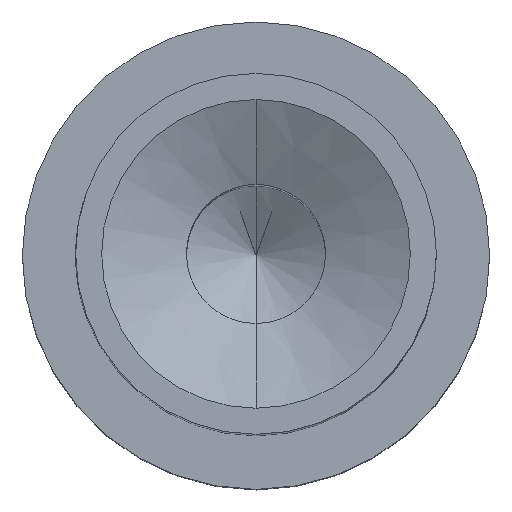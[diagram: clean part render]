
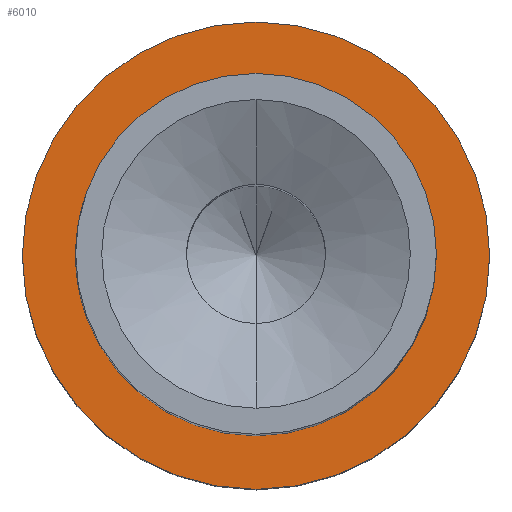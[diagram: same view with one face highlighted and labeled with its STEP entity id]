
A CAD part, top view. The second image highlights one B-rep face of the part: STEP entity #6010.
In plain terms, the highlighted face is planar.
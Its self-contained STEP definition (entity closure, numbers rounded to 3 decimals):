
#5460=CARTESIAN_POINT('',(-4.8,-0.725,
0.));
#5470=VERTEX_POINT('',#5460);
#5550=CARTESIAN_POINT('',(-4.8,0.725,
0.));
#5560=VERTEX_POINT('',#5550);
#5590=CARTESIAN_POINT('',(-4.8,0.,
0.));
#5600=DIRECTION('',(1.,0.,0.));
#5610=DIRECTION('',(0.,0.,-1.));
#5620=AXIS2_PLACEMENT_3D('',#5590,#5600,#5610);
#5630=CIRCLE('',#5620,0.725);
#5640=EDGE_CURVE('',#5470,#5560,#5630,.T.);
#5760=CARTESIAN_POINT('',(-4.8,0.,0.));
#5770=DIRECTION('',(1.,0.,0.));
#5780=DIRECTION('',(0.,-1.,0.));
#5790=AXIS2_PLACEMENT_3D('',#5760,#5770,#5780);
#5800=PLANE('',#5790);
#5810=CARTESIAN_POINT('',(-4.8,0.,
0.));
#5820=DIRECTION('',(1.,0.,0.));
#5830=DIRECTION('',(0.,-1.,0.));
#5840=AXIS2_PLACEMENT_3D('',#5810,#5820,#5830);
#5850=CIRCLE('',#5840,1.075);
#5860=CARTESIAN_POINT('',(-4.8,1.075,0.));
#5870=VERTEX_POINT('',#5860);
#5880=CARTESIAN_POINT('',(-4.8,-1.075,
0.));
#5890=VERTEX_POINT('',#5880);
#5900=EDGE_CURVE('',#5870,#5890,#5850,.T.);
#5910=ORIENTED_EDGE('',*,*,#5900,.T.);
#5920=EDGE_CURVE('',#5890,#5870,#5850,.T.);
#5930=ORIENTED_EDGE('',*,*,#5920,.T.);
#5940=EDGE_LOOP('',(#5930,#5910));
#5950=FACE_OUTER_BOUND('',#5940,.T.);
#5960=EDGE_CURVE('',#5560,#5470,#5630,.T.);
#5970=ORIENTED_EDGE('',*,*,#5960,.F.);
#5980=ORIENTED_EDGE('',*,*,#5640,.F.);
#5990=EDGE_LOOP('',(#5980,#5970));
#6000=FACE_BOUND('',#5990,.T.);
#6010=ADVANCED_FACE('',(#5950,#6000),#5800,.T.);
